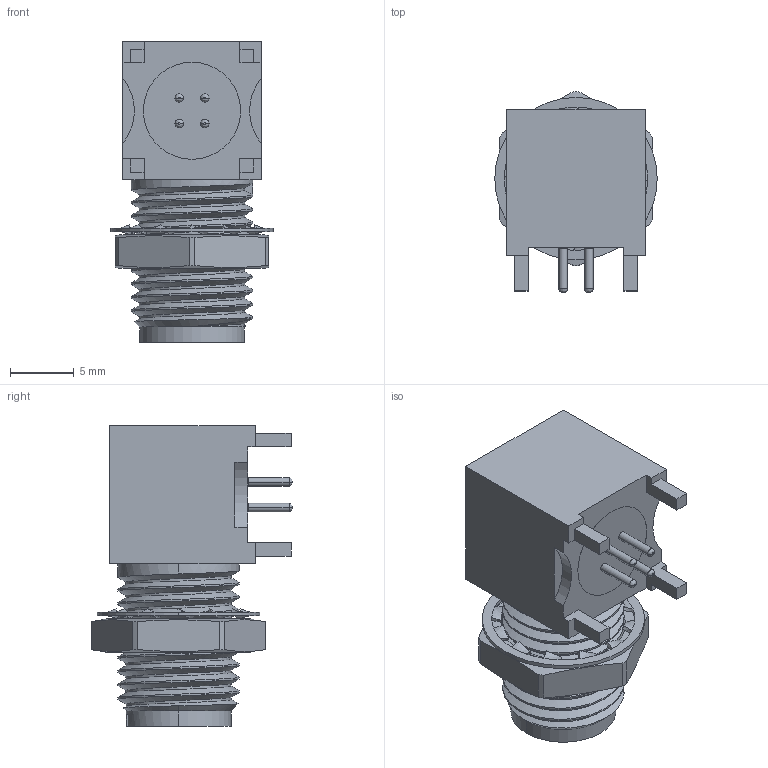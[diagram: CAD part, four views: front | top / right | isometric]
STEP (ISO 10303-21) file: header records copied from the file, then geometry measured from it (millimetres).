
FILE_DESCRIPTION (( 'STEP AP214' ), '1' );
FILE_NAME ('Âèëêà_ÑÍÖ160-4ÂÏ30-100-Ä.STEP', '2018-10-29T10:54:24', ( 'User' ), ( '' ), 'SwSTEP 2.0', 'SolidWorks 2016', '' );
FILE_SCHEMA (( 'AUTOMOTIVE_DESIGN' ));
Length unit declared in the file: millimetre
Products named in the file (4): ÑÖÍÊ.434423.009ÑÁ_Âèëêà_óãëîâàÿ_ÑÍÖ160; ÑÖÍÊ.434423.009ÑÁ_Âèëêà_óãëîâàÿ_ÑÍÖ160_3; ÑÖÍÊ.434423.009ÑÁ_Âèëêà_óãëîâàÿ_ÑÍÖ160_2; Âèëêà_ÑÍÖ160-4ÂÏ30-100-Ä
Assembly tree (3 placements, depth 2):
  Âèëêà_ÑÍÖ160-4ÂÏ30-100-Ä
    ÑÖÍÊ.434423.009ÑÁ_Âèëêà_óãëîâàÿ_ÑÍÖ160_2
    ÑÖÍÊ.434423.009ÑÁ_Âèëêà_óãëîâàÿ_ÑÍÖ160_3
    ÑÖÍÊ.434423.009ÑÁ_Âèëêà_óãëîâàÿ_ÑÍÖ160
Bounding box: 12.7 x 15.7 x 23.5 mm (x, y, z)
Volume: 2062 mm3; surface area: 1890.7 mm2
Topology: 3 solids, 5 shells, 243 faces, 622 edges, 399 vertices
Faces by surface type: cylinder 97, bspline 68, plane 68, cone 10
Entity records: 31669 total; most frequent: CARTESIAN_POINT 23461, ORIENTED_EDGE 1236, DIRECTION 939, EDGE_CURVE 618, VERTEX_POINT 399, AXIS2_PLACEMENT_3D 332, VECTOR 275, LINE 275
